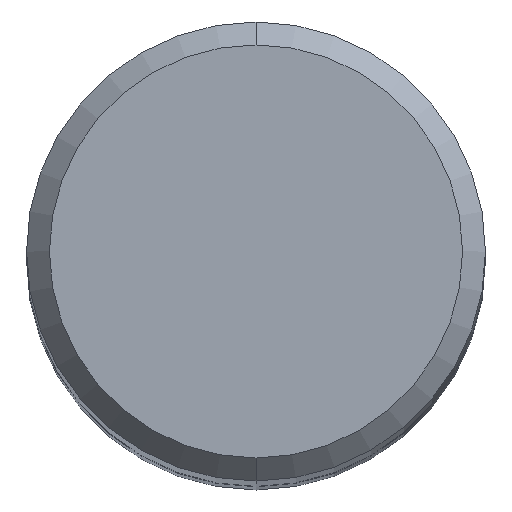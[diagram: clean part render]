
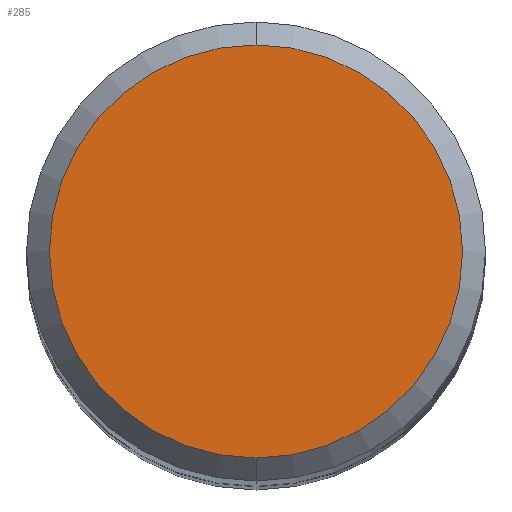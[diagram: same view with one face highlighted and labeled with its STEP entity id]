
A CAD part, top view. The second image highlights one B-rep face of the part: STEP entity #285.
In plain terms, the highlighted planar face has unit normal (0, 0, 1).
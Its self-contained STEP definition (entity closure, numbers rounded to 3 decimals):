
#221=EDGE_CURVE('',#329,#353,#526,.T.);
#285=ADVANCED_FACE('',(#599),#600,.T.);
#329=VERTEX_POINT('',#649);
#353=VERTEX_POINT('',#675);
#355=EDGE_CURVE('',#353,#329,#677,.T.);
#526=CIRCLE('',#928,3.6);
#599=FACE_OUTER_BOUND('',#1050,.T.);
#600=PLANE('',#1051);
#649=CARTESIAN_POINT('',(0.,-3.6,0.0));
#675=CARTESIAN_POINT('',(0.0,3.6,0.0));
#677=CIRCLE('',#1212,3.6);
#928=AXIS2_PLACEMENT_3D('',#1490,#1491,#1492);
#1050=EDGE_LOOP('',(#1582,#1583));
#1051=AXIS2_PLACEMENT_3D('',#1584,#1585,#1586);
#1212=AXIS2_PLACEMENT_3D('',#1666,#1667,#1668);
#1490=CARTESIAN_POINT('',(0.0,0.0,0.0));
#1491=DIRECTION('',(0.0,0.0,-1.0));
#1492=DIRECTION('',(0.0,1.0,0.0));
#1582=ORIENTED_EDGE('',*,*,#355,.F.);
#1583=ORIENTED_EDGE('',*,*,#221,.F.);
#1584=CARTESIAN_POINT('',(0.0,1.8,0.0));
#1585=DIRECTION('',(-0.0,0.0,1.0));
#1586=DIRECTION('',(0.0,-1.0,0.0));
#1666=CARTESIAN_POINT('',(0.0,0.0,0.0));
#1667=DIRECTION('',(0.0,0.0,-1.0));
#1668=DIRECTION('',(0.0,1.0,0.0));
